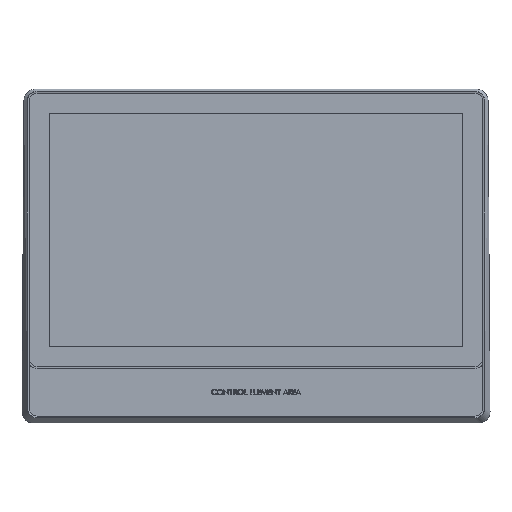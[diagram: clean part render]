
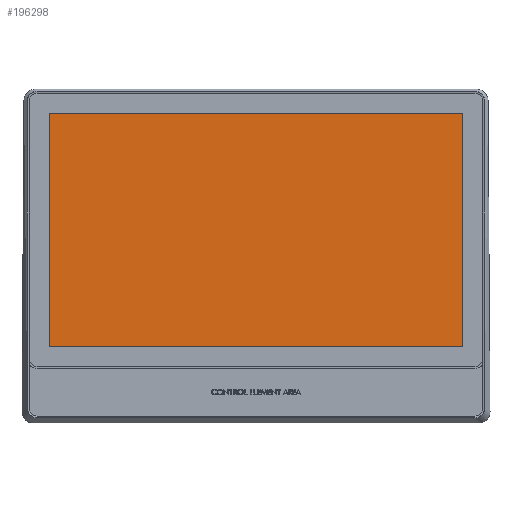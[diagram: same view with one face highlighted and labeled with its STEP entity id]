
A CAD part, top view. The second image highlights one B-rep face of the part: STEP entity #196298.
In plain terms, the highlighted planar face has unit normal (0, 0, 1).
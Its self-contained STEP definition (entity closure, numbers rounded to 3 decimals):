
#527 = EDGE_LOOP ( 'NONE', ( #233872, #236184, #252870, #214741 ) ) ;
#2082 = VERTEX_POINT ( 'NONE', #166288 ) ;
#9001 = CARTESIAN_POINT ( 'NONE',  ( -266.75, 150.5, 0.09 ) ) ;
#22289 = PLANE ( 'NONE',  #22437 ) ;
#22437 = AXIS2_PLACEMENT_3D ( 'NONE', #47572, #231139, #26247 ) ;
#26247 = DIRECTION ( 'NONE',  ( 1., 0., 0. ) ) ;
#27768 = CARTESIAN_POINT ( 'NONE',  ( 266.75, -150.5, 0.09 ) ) ;
#46414 = VECTOR ( 'NONE', #92710, 1000. ) ;
#47572 = CARTESIAN_POINT ( 'NONE',  ( 0., 0., 0.09 ) ) ;
#54623 = VERTEX_POINT ( 'NONE', #9001 ) ;
#69572 = CARTESIAN_POINT ( 'NONE',  ( 266.75, -150.5, 0.09 ) ) ;
#87846 = VECTOR ( 'NONE', #88282, 1000. ) ;
#88282 = DIRECTION ( 'NONE',  ( 0., 1., 0. ) ) ;
#91368 = LINE ( 'NONE', #131573, #46414 ) ;
#92710 = DIRECTION ( 'NONE',  ( 0., -1., 0. ) ) ;
#106196 = VECTOR ( 'NONE', #202822, 1000. ) ;
#106967 = EDGE_CURVE ( 'NONE', #231453, #2082, #252958, .T. ) ;
#108157 = VERTEX_POINT ( 'NONE', #254033 ) ;
#124429 = VECTOR ( 'NONE', #189780, 1000. ) ;
#131573 = CARTESIAN_POINT ( 'NONE',  ( -266.75, -150.5, 0.09 ) ) ;
#139777 = EDGE_CURVE ( 'NONE', #2082, #54623, #253995, .T. ) ;
#140223 = FACE_OUTER_BOUND ( 'NONE', #527, .T. ) ;
#142563 = LINE ( 'NONE', #248295, #106196 ) ;
#166288 = CARTESIAN_POINT ( 'NONE',  ( 266.75, 150.5, 0.09 ) ) ;
#169674 = CARTESIAN_POINT ( 'NONE',  ( -266.75, 150.5, 0.09 ) ) ;
#189780 = DIRECTION ( 'NONE',  ( -1., 0., 0. ) ) ;
#196298 = ADVANCED_FACE ( 'NONE', ( #140223 ), #22289, .T. ) ;
#202822 = DIRECTION ( 'NONE',  ( 1., 0., 0. ) ) ;
#214741 = ORIENTED_EDGE ( 'NONE', *, *, #252286, .T. ) ;
#231139 = DIRECTION ( 'NONE',  ( 0., 0., 1. ) ) ;
#231453 = VERTEX_POINT ( 'NONE', #27768 ) ;
#233872 = ORIENTED_EDGE ( 'NONE', *, *, #239922, .T. ) ;
#236184 = ORIENTED_EDGE ( 'NONE', *, *, #106967, .T. ) ;
#239922 = EDGE_CURVE ( 'NONE', #108157, #231453, #142563, .T. ) ;
#248295 = CARTESIAN_POINT ( 'NONE',  ( -266.75, -150.5, 0.09 ) ) ;
#252286 = EDGE_CURVE ( 'NONE', #54623, #108157, #91368, .T. ) ;
#252870 = ORIENTED_EDGE ( 'NONE', *, *, #139777, .T. ) ;
#252958 = LINE ( 'NONE', #69572, #87846 ) ;
#253995 = LINE ( 'NONE', #169674, #124429 ) ;
#254033 = CARTESIAN_POINT ( 'NONE',  ( -266.75, -150.5, 0.09 ) ) ;
